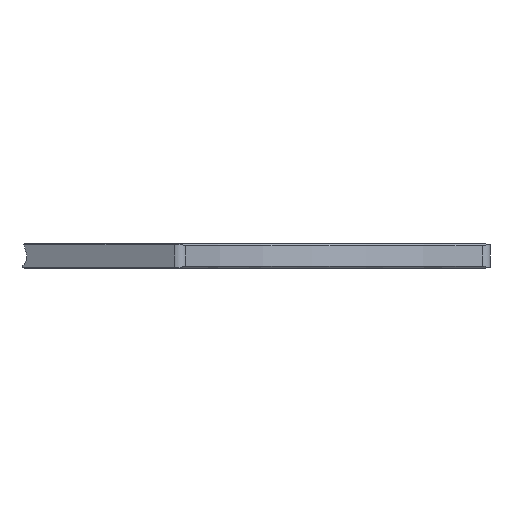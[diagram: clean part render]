
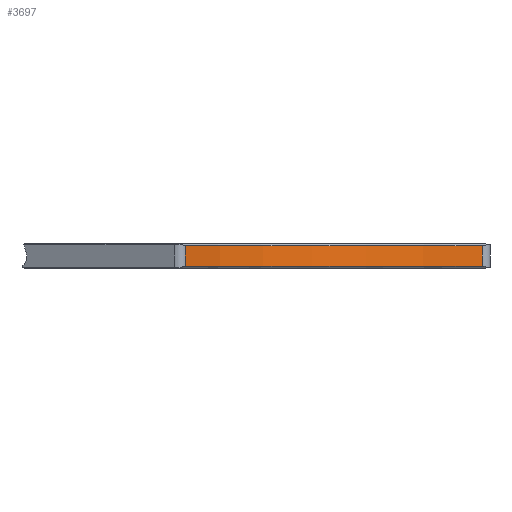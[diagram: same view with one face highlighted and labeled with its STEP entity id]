
A CAD part, left-side view. The second image highlights one B-rep face of the part: STEP entity #3697.
In plain terms, the highlighted cylindrical face has radius 139.827 mm (diameter 279.654 mm), a partial arc.
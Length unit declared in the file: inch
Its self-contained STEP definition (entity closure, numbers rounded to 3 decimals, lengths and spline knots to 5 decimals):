
#60 = VERTEX_POINT ( 'NONE', #5794 ) ;
#275 = AXIS2_PLACEMENT_3D ( 'NONE', #830, #3530, #421 ) ;
#334 = CYLINDRICAL_SURFACE ( 'NONE', #275, 5.505 ) ;
#383 = CIRCLE ( 'NONE', #1422, 5.505 ) ;
#421 = DIRECTION ( 'NONE',  ( 1., 0., 0. ) ) ;
#442 = VERTEX_POINT ( 'NONE', #3144 ) ;
#539 = CARTESIAN_POINT ( 'NONE',  ( 5.50364, 0.12222, -0.3735 ) ) ;
#759 = ORIENTED_EDGE ( 'NONE', *, *, #4396, .T. ) ;
#830 = CARTESIAN_POINT ( 'NONE',  ( 0., 0., -0.3735 ) ) ;
#896 = DIRECTION ( 'NONE',  ( 0., 0., -1. ) ) ;
#1246 = AXIS2_PLACEMENT_3D ( 'NONE', #3417, #2513, #4291 ) ;
#1313 = VECTOR ( 'NONE', #896, 39.37008 ) ;
#1422 = AXIS2_PLACEMENT_3D ( 'NONE', #2365, #2394, #3340 ) ;
#1945 = DIRECTION ( 'NONE',  ( 0., 0., 1. ) ) ;
#1985 = CARTESIAN_POINT ( 'NONE',  ( 5.50364, 0.12222, -0.3425 ) ) ;
#2105 = CARTESIAN_POINT ( 'NONE',  ( 2.85767, 4.70518, -0.3425 ) ) ;
#2365 = CARTESIAN_POINT ( 'NONE',  ( 0., 0., -0.3425 ) ) ;
#2394 = DIRECTION ( 'NONE',  ( 0., 0., -1. ) ) ;
#2513 = DIRECTION ( 'NONE',  ( 0., 0., 1. ) ) ;
#2515 = EDGE_CURVE ( 'NONE', #60, #442, #4815, .T. ) ;
#2579 = VECTOR ( 'NONE', #1945, 39.37008 ) ;
#3144 = CARTESIAN_POINT ( 'NONE',  ( 2.85767, 4.70518, -0.031 ) ) ;
#3182 = EDGE_CURVE ( 'NONE', #5216, #60, #4143, .T. ) ;
#3340 = DIRECTION ( 'NONE',  ( 1., 0., 0. ) ) ;
#3417 = CARTESIAN_POINT ( 'NONE',  ( 0., 0., -0.031 ) ) ;
#3476 = ORIENTED_EDGE ( 'NONE', *, *, #3182, .T. ) ;
#3530 = DIRECTION ( 'NONE',  ( 0., 0., 1. ) ) ;
#3607 = EDGE_CURVE ( 'NONE', #442, #5789, #4021, .T. ) ;
#3697 = ADVANCED_FACE ( 'NONE', ( #4452 ), #334, .F. ) ;
#4021 = LINE ( 'NONE', #5359, #1313 ) ;
#4029 = ORIENTED_EDGE ( 'NONE', *, *, #3607, .T. ) ;
#4143 = LINE ( 'NONE', #539, #2579 ) ;
#4291 = DIRECTION ( 'NONE',  ( 1., 0., 0. ) ) ;
#4396 = EDGE_CURVE ( 'NONE', #5789, #5216, #383, .T. ) ;
#4452 = FACE_OUTER_BOUND ( 'NONE', #4497, .T. ) ;
#4497 = EDGE_LOOP ( 'NONE', ( #5117, #4029, #759, #3476 ) ) ;
#4815 = CIRCLE ( 'NONE', #1246, 5.505 ) ;
#5117 = ORIENTED_EDGE ( 'NONE', *, *, #2515, .T. ) ;
#5216 = VERTEX_POINT ( 'NONE', #1985 ) ;
#5359 = CARTESIAN_POINT ( 'NONE',  ( 2.85767, 4.70518, -0.3735 ) ) ;
#5789 = VERTEX_POINT ( 'NONE', #2105 ) ;
#5794 = CARTESIAN_POINT ( 'NONE',  ( 5.50364, 0.12222, -0.031 ) ) ;
